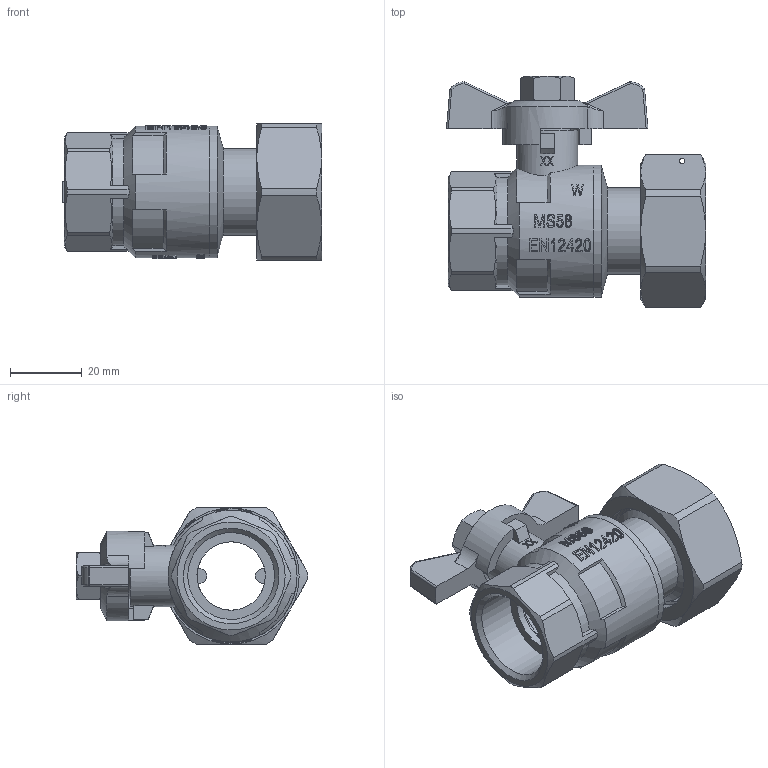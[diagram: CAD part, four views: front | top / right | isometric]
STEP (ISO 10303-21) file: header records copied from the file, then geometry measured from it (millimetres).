
FILE_DESCRIPTION(/* description */ ('Unknown'),/* implementation_level */ '2;1');
FILE_NAME(/* name */ '708-56',/* time_stamp */ '2022-06-30T13:29:23+02:00',/* author */ ('Unknown'),/* organization */ ('Unknown'),/* preprocessor_version */ 'ST-DEVELOPER v16.7',/* originating_system */ 'Solid Edge',/* authorisation */ 'Unknown');
FILE_SCHEMA (('AUTOMOTIVE_DESIGN {1 0 10303 214 3 1 1}'));
Length unit declared in the file: millimetre
Products named in the file (13): 708-56-STEP-KUNDE; M8-1_2-3_4; _berwurfmutter; Verschraubung; Stopfbuchse; Gehduse; F-griff
Assembly tree (12 placements, depth 3):
  708-56-STEP-KUNDE
    M8-1_2-3_4
      M8-1_2-3_4
    _berwurfmutter
      _berwurfmutter
    Verschraubung
      Verschraubung
    Stopfbuchse
      Stopfbuchse
    Gehduse
      Gehduse
    F-griff
      F-griff
Bounding box: 72 x 64.25 x 37.8 mm (x, y, z)
Volume: 34698.1 mm3; surface area: 26115.6 mm2
Topology: 6 solids, 6 shells, 1165 faces, 3245 edges, 2142 vertices
Faces by surface type: plane 968, cylinder 116, cone 58, bspline 14, sphere 8, torus 1
Full cylindrical faces by diameter (mm): 1.5 x1, 6.75 x1, 9.1 x1, 9.3 x1, 11 x1, 12 x1, 12.376 x1, 14 x1, 16 x1, 17 x1, 18.5 x1, 19 x2, 20 x1, 24 x1, 24.117 x1, 26 x2, 28 x1, 30.2 x1, 30.291 x2, 32 x2, 32.3 x1, 32.5 x1, 36.6 x2
Entity records: 42240 total; most frequent: CARTESIAN_POINT 10931, DIRECTION 7151, ORIENTED_EDGE 6330, EDGE_CURVE 3165, AXIS2_PLACEMENT_3D 2947, VERTEX_POINT 2119, ELLIPSE 1398, EDGE_LOOP 1288
